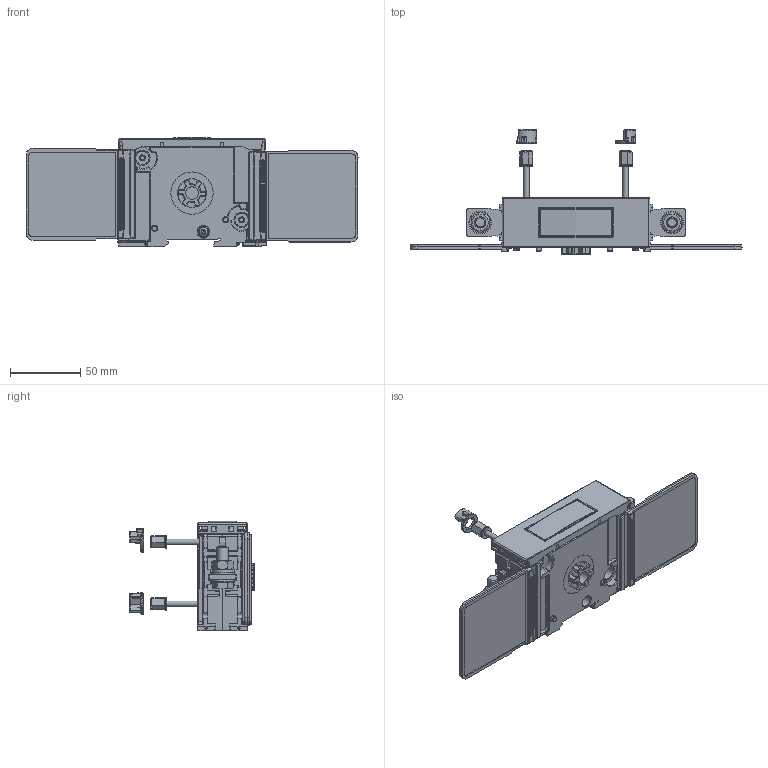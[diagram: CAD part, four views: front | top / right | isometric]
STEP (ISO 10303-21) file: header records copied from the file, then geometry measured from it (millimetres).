
FILE_DESCRIPTION(/* description */ (''),/* implementation_level */ '2;1');
FILE_NAME(/* name */ 'FILE_STP_CAD_DRAWING_3d_GLX420100-200UL_prt.stp',/* time_stamp */ '2021-11-23T15:18:08+01:00',/* author */ (''),/* organization */ (''),/* preprocessor_version */ 'ST-DEVELOPER v16.7',/* originating_system */ 'SIEMENS PLM Software NX 12.0',/* authorisation */ '');
FILE_SCHEMA (('AUTOMOTIVE_DESIGN { 1 0 10303 214 3 1 1 1 }'));
Products named in the file (1): 3d_GLX420100-200UL
Bounding box: 235.61 x 88.47 x 77.45 mm (x, y, z)
Surface area: 86637.2 mm2 (no closed solid volume)
Topology: 0 solids, 52 shells, 2414 faces, 6955 edges, 4426 vertices
Faces by surface type: plane 1032, cylinder 764, bspline 264, cone 159, sphere 100, torus 95
Full cylindrical faces by diameter (mm): 2.1 x6, 3.31 x2, 3.4 x2, 4 x2, 4.3 x2, 4.5 x2, 8 x2, 9 x2, 11.63 x2, 16 x4, 20.45 x1, 26.4 x1
Entity records: 83654 total; most frequent: CARTESIAN_POINT 22998, DIRECTION 12475, ORIENTED_EDGE 12224, EDGE_CURVE 6633, AXIS2_PLACEMENT_3D 4399, VERTEX_POINT 4366, LINE 3677, VECTOR 3677
